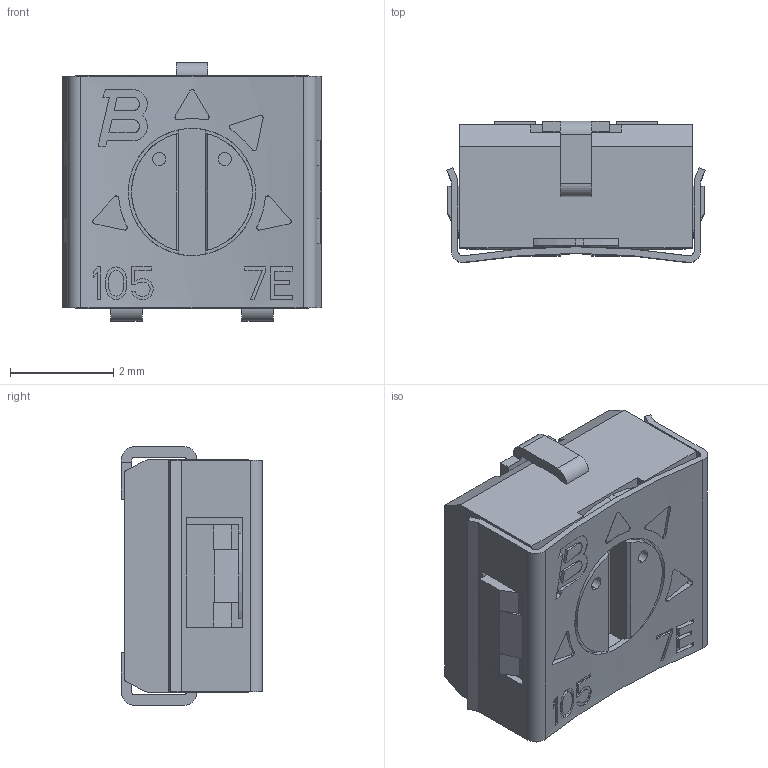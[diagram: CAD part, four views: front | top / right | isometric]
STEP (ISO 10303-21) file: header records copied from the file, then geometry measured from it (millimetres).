
FILE_DESCRIPTION(('STEP AP242'),'1');
FILE_NAME('3314j-1-754e.stp','2022-07-26T14:30:27',('TraceParts'),('TraceParts S.A.'),'Spatial InterOp 3D',' ',' ');
FILE_SCHEMA(('AP242_MANAGED_MODEL_BASED_3D_ENGINEERING_MIM_LF {1 0 10303 442 1 1 4}'));
Length unit declared in the file: millimetre
Products named in the file (1): 3314j-1-754e
Bounding box: 5 x 2.73 x 5 mm (x, y, z)
Volume: 35.8 mm3; surface area: 229.2 mm2
Topology: 1 solids, 2 shells, 425 faces, 1183 edges, 777 vertices
Faces by surface type: plane 306, cylinder 93, cone 17, torus 9
Entity records: 14104 total; most frequent: CARTESIAN_POINT 3260, ORIENTED_EDGE 2366, DIRECTION 2099, EDGE_CURVE 1183, LINE 815, VECTOR 815, VERTEX_POINT 777, AXIS2_PLACEMENT_3D 642
